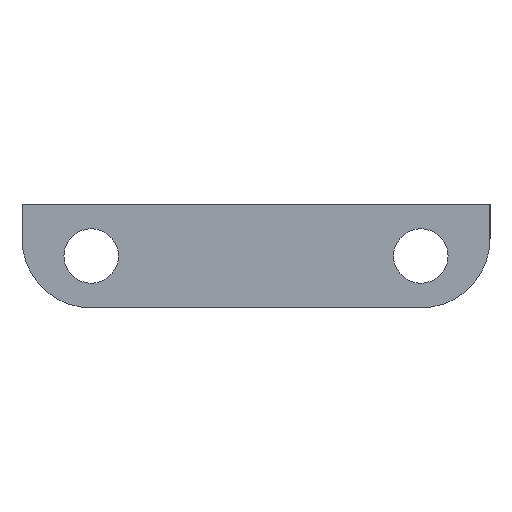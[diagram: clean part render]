
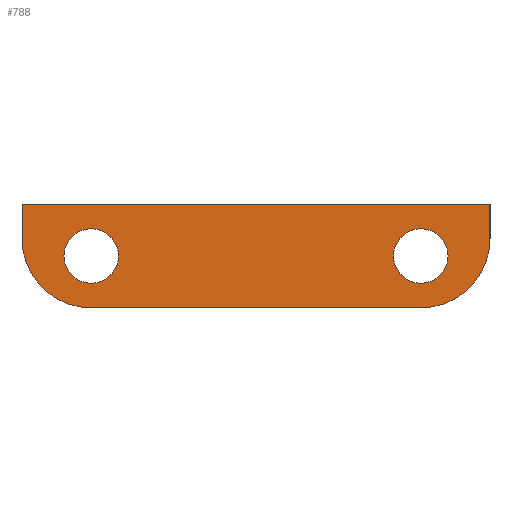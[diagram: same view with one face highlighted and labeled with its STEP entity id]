
A CAD part, left-side view. The second image highlights one B-rep face of the part: STEP entity #788.
In plain terms, the highlighted planar face has unit normal (-1, 0, 0).
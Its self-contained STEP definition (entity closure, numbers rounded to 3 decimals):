
#362 = EDGE_CURVE ( 'NONE', #592, #378, #1413, .T. ) ;
#378 = VERTEX_POINT ( 'NONE', #1417 ) ;
#501 = EDGE_CURVE ( 'NONE', #616, #708, #1536, .T. ) ;
#546 = VERTEX_POINT ( 'NONE', #1496 ) ;
#561 = VERTEX_POINT ( 'NONE', #1604 ) ;
#592 = VERTEX_POINT ( 'NONE', #1565 ) ;
#600 = ORIENTED_EDGE ( 'NONE', *, *, #809, .T. ) ;
#606 = VERTEX_POINT ( 'NONE', #1582 ) ;
#616 = VERTEX_POINT ( 'NONE', #1666 ) ;
#623 = EDGE_CURVE ( 'NONE', #616, #659, #1688, .T. ) ;
#646 = EDGE_CURVE ( 'NONE', #546, #561, #1482, .T. ) ;
#659 = VERTEX_POINT ( 'NONE', #1728 ) ;
#690 = EDGE_CURVE ( 'NONE', #561, #546, #1856, .T. ) ;
#708 = VERTEX_POINT ( 'NONE', #1754 ) ;
#781 = VERTEX_POINT ( 'NONE', #1724 ) ;
#782 = VERTEX_POINT ( 'NONE', #1755 ) ;
#784 = EDGE_CURVE ( 'NONE', #659, #781, #1786, .T. ) ;
#785 = ORIENTED_EDGE ( 'NONE', *, *, #791, .T. ) ;
#786 = EDGE_LOOP ( 'NONE', ( #792, #789 ) ) ;
#787 = EDGE_CURVE ( 'NONE', #606, #782, #1807, .T. ) ;
#788 = ADVANCED_FACE ( 'NONE', ( #1741, #1808, #1839 ), #1838, .F. ) ;
#789 = ORIENTED_EDGE ( 'NONE', *, *, #690, .T. ) ;
#790 = ORIENTED_EDGE ( 'NONE', *, *, #787, .T. ) ;
#791 = EDGE_CURVE ( 'NONE', #782, #781, #1837, .T. ) ;
#792 = ORIENTED_EDGE ( 'NONE', *, *, #646, .T. ) ;
#793 = EDGE_LOOP ( 'NONE', ( #790, #785, #797, #798, #796, #600 ) ) ;
#794 = ORIENTED_EDGE ( 'NONE', *, *, #795, .T. ) ;
#795 = EDGE_CURVE ( 'NONE', #378, #592, #1823, .T. ) ;
#796 = ORIENTED_EDGE ( 'NONE', *, *, #501, .T. ) ;
#797 = ORIENTED_EDGE ( 'NONE', *, *, #784, .F. ) ;
#798 = ORIENTED_EDGE ( 'NONE', *, *, #623, .F. ) ;
#800 = ORIENTED_EDGE ( 'NONE', *, *, #362, .T. ) ;
#805 = EDGE_LOOP ( 'NONE', ( #800, #794 ) ) ;
#809 = EDGE_CURVE ( 'NONE', #708, #606, #1727, .T. ) ;
#1411 = CARTESIAN_POINT ( 'NONE',  ( 0., 46.105, 6. ) ) ;
#1412 = AXIS2_PLACEMENT_3D ( 'NONE', #1411, #1415, #1414 ) ;
#1413 = CIRCLE ( 'NONE', #1412, 3.15 ) ;
#1414 = DIRECTION ( 'NONE',  ( 0., 0., -1. ) ) ;
#1415 = DIRECTION ( 'NONE',  ( 1., 0., 0. ) ) ;
#1417 = CARTESIAN_POINT ( 'NONE',  ( 0., 46.105, 2.85 ) ) ;
#1482 = CIRCLE ( 'NONE', #1556, 3.15 ) ;
#1496 = CARTESIAN_POINT ( 'NONE',  ( 0., 8., 9.15 ) ) ;
#1512 = DIRECTION ( 'NONE',  ( 0., 0., -1. ) ) ;
#1513 = VECTOR ( 'NONE', #1512, 1000. ) ;
#1536 = LINE ( 'NONE', #1551, #1513 ) ;
#1551 = CARTESIAN_POINT ( 'NONE',  ( 0., 54.105, 12. ) ) ;
#1553 = DIRECTION ( 'NONE',  ( 1., 0., 0. ) ) ;
#1555 = CARTESIAN_POINT ( 'NONE',  ( 0., 8., 6. ) ) ;
#1556 = AXIS2_PLACEMENT_3D ( 'NONE', #1555, #1553, #1600 ) ;
#1565 = CARTESIAN_POINT ( 'NONE',  ( 0., 46.105, 9.15 ) ) ;
#1582 = CARTESIAN_POINT ( 'NONE',  ( 0., 46.105, 0. ) ) ;
#1600 = DIRECTION ( 'NONE',  ( 0., 0., 1. ) ) ;
#1604 = CARTESIAN_POINT ( 'NONE',  ( 0., 8., 2.85 ) ) ;
#1666 = CARTESIAN_POINT ( 'NONE',  ( 0., 54.105, 12. ) ) ;
#1667 = DIRECTION ( 'NONE',  ( 0., -1., 0. ) ) ;
#1668 = VECTOR ( 'NONE', #1667, 1000. ) ;
#1669 = CARTESIAN_POINT ( 'NONE',  ( 0., 0., 12. ) ) ;
#1688 = LINE ( 'NONE', #1669, #1668 ) ;
#1724 = CARTESIAN_POINT ( 'NONE',  ( 0., 0., 8. ) ) ;
#1727 = CIRCLE ( 'NONE', #1750, 8. ) ;
#1728 = CARTESIAN_POINT ( 'NONE',  ( 0., 0., 12. ) ) ;
#1734 = CARTESIAN_POINT ( 'NONE',  ( 0., 8., 6. ) ) ;
#1741 = FACE_BOUND ( 'NONE', #786, .T. ) ;
#1747 = DIRECTION ( 'NONE',  ( 0., 0., -1. ) ) ;
#1748 = DIRECTION ( 'NONE',  ( -1., 0., 0. ) ) ;
#1749 = CARTESIAN_POINT ( 'NONE',  ( 0., 46.105, 8. ) ) ;
#1750 = AXIS2_PLACEMENT_3D ( 'NONE', #1749, #1748, #1747 ) ;
#1753 = DIRECTION ( 'NONE',  ( 1., 0., 0. ) ) ;
#1754 = CARTESIAN_POINT ( 'NONE',  ( 0., 54.105, 8. ) ) ;
#1755 = CARTESIAN_POINT ( 'NONE',  ( 0., 8., 0. ) ) ;
#1765 = AXIS2_PLACEMENT_3D ( 'NONE', #1734, #1753, #1771 ) ;
#1771 = DIRECTION ( 'NONE',  ( 0., 0., 1. ) ) ;
#1783 = DIRECTION ( 'NONE',  ( 0., 0., -1. ) ) ;
#1785 = DIRECTION ( 'NONE',  ( 1., 0., 0. ) ) ;
#1786 = LINE ( 'NONE', #1790, #1789 ) ;
#1787 = CARTESIAN_POINT ( 'NONE',  ( 0., 0., 12. ) ) ;
#1789 = VECTOR ( 'NONE', #1809, 1000. ) ;
#1790 = CARTESIAN_POINT ( 'NONE',  ( 0., 0., 12. ) ) ;
#1802 = AXIS2_PLACEMENT_3D ( 'NONE', #1803, #1832, #1831 ) ;
#1803 = CARTESIAN_POINT ( 'NONE',  ( 0., 8., 8. ) ) ;
#1804 = DIRECTION ( 'NONE',  ( 0., -1., 0. ) ) ;
#1805 = VECTOR ( 'NONE', #1804, 1000. ) ;
#1806 = CARTESIAN_POINT ( 'NONE',  ( 0., 0., 0. ) ) ;
#1807 = LINE ( 'NONE', #1806, #1805 ) ;
#1808 = FACE_OUTER_BOUND ( 'NONE', #793, .T. ) ;
#1809 = DIRECTION ( 'NONE',  ( 0., 0., -1. ) ) ;
#1823 = CIRCLE ( 'NONE', #1829, 3.15 ) ;
#1828 = CARTESIAN_POINT ( 'NONE',  ( 0., 46.105, 6. ) ) ;
#1829 = AXIS2_PLACEMENT_3D ( 'NONE', #1828, #1833, #1859 ) ;
#1831 = DIRECTION ( 'NONE',  ( 0., 0., -1. ) ) ;
#1832 = DIRECTION ( 'NONE',  ( -1., 0., 0. ) ) ;
#1833 = DIRECTION ( 'NONE',  ( 1., 0., 0. ) ) ;
#1836 = AXIS2_PLACEMENT_3D ( 'NONE', #1787, #1785, #1783 ) ;
#1837 = CIRCLE ( 'NONE', #1802, 8. ) ;
#1838 = PLANE ( 'NONE',  #1836 ) ;
#1839 = FACE_BOUND ( 'NONE', #805, .T. ) ;
#1856 = CIRCLE ( 'NONE', #1765, 3.15 ) ;
#1859 = DIRECTION ( 'NONE',  ( 0., 0., -1. ) ) ;
